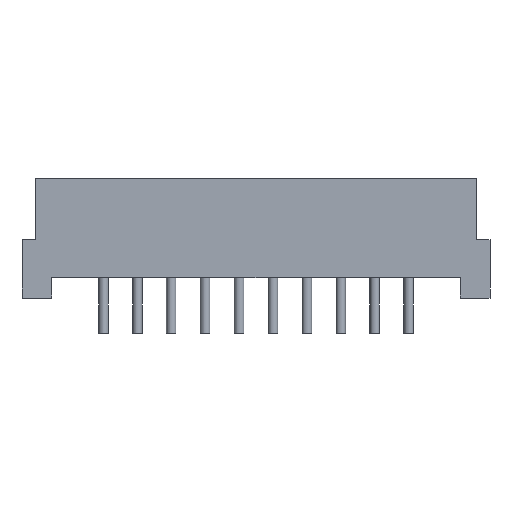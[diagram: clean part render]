
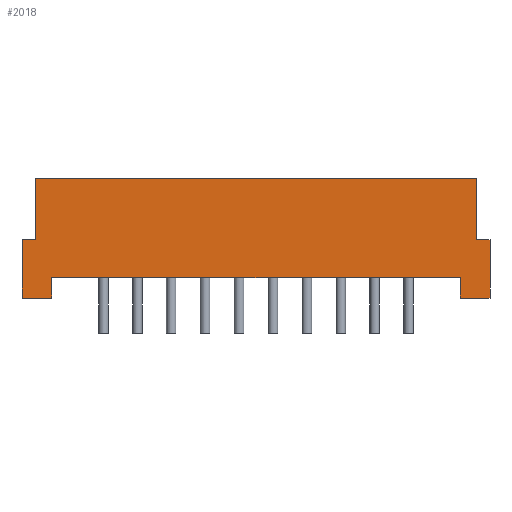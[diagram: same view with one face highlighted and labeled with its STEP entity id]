
A CAD part, front view. The second image highlights one B-rep face of the part: STEP entity #2018.
In plain terms, the highlighted planar face has unit normal (0, -1, 0).
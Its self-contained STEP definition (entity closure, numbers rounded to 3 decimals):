
#224=LINE('',#3341,#428);
#230=LINE('',#3353,#434);
#232=LINE('',#3356,#436);
#235=LINE('',#3362,#439);
#236=LINE('',#3365,#440);
#239=LINE('',#3371,#443);
#240=LINE('',#3373,#444);
#241=LINE('',#3375,#445);
#242=LINE('',#3377,#446);
#243=LINE('',#3379,#447);
#244=LINE('',#3381,#448);
#245=LINE('',#3382,#449);
#428=VECTOR('',#2774,10.);
#434=VECTOR('',#2782,10.);
#436=VECTOR('',#2786,10.);
#439=VECTOR('',#2791,10.);
#440=VECTOR('',#2794,10.);
#443=VECTOR('',#2799,10.);
#444=VECTOR('',#2800,10.);
#445=VECTOR('',#2801,10.);
#446=VECTOR('',#2802,10.);
#447=VECTOR('',#2803,10.);
#448=VECTOR('',#2804,10.);
#449=VECTOR('',#2805,10.);
#626=FACE_OUTER_BOUND('',#757,.T.);
#757=EDGE_LOOP('',(#1714,#1715,#1716,#1717,#1718,#1719,#1720,#1721,#1722,
#1723,#1724,#1725));
#974=VERTEX_POINT('',#3337);
#976=VERTEX_POINT('',#3340);
#979=VERTEX_POINT('',#3347);
#981=VERTEX_POINT('',#3351);
#983=VERTEX_POINT('',#3360);
#984=VERTEX_POINT('',#3364);
#986=VERTEX_POINT('',#3370);
#987=VERTEX_POINT('',#3372);
#988=VERTEX_POINT('',#3374);
#989=VERTEX_POINT('',#3376);
#990=VERTEX_POINT('',#3378);
#991=VERTEX_POINT('',#3380);
#1221=EDGE_CURVE('',#976,#974,#224,.T.);
#1227=EDGE_CURVE('',#979,#981,#230,.T.);
#1229=EDGE_CURVE('',#981,#976,#232,.T.);
#1232=EDGE_CURVE('',#983,#974,#235,.T.);
#1233=EDGE_CURVE('',#979,#984,#236,.T.);
#1236=EDGE_CURVE('',#983,#986,#239,.T.);
#1237=EDGE_CURVE('',#986,#987,#240,.T.);
#1238=EDGE_CURVE('',#987,#988,#241,.T.);
#1239=EDGE_CURVE('',#989,#988,#242,.T.);
#1240=EDGE_CURVE('',#989,#990,#243,.T.);
#1241=EDGE_CURVE('',#990,#991,#244,.T.);
#1242=EDGE_CURVE('',#984,#991,#245,.T.);
#1714=ORIENTED_EDGE('',*,*,#1227,.T.);
#1715=ORIENTED_EDGE('',*,*,#1229,.T.);
#1716=ORIENTED_EDGE('',*,*,#1221,.T.);
#1717=ORIENTED_EDGE('',*,*,#1232,.F.);
#1718=ORIENTED_EDGE('',*,*,#1236,.T.);
#1719=ORIENTED_EDGE('',*,*,#1237,.T.);
#1720=ORIENTED_EDGE('',*,*,#1238,.T.);
#1721=ORIENTED_EDGE('',*,*,#1239,.F.);
#1722=ORIENTED_EDGE('',*,*,#1240,.T.);
#1723=ORIENTED_EDGE('',*,*,#1241,.T.);
#1724=ORIENTED_EDGE('',*,*,#1242,.F.);
#1725=ORIENTED_EDGE('',*,*,#1233,.F.);
#1887=PLANE('',#2256);
#2018=ADVANCED_FACE('',(#626),#1887,.T.);
#2256=AXIS2_PLACEMENT_3D('',#3369,#2797,#2798);
#2774=DIRECTION('',(0.,0.,-1.));
#2782=DIRECTION('',(0.,0.,1.));
#2786=DIRECTION('',(1.,0.,0.));
#2791=DIRECTION('',(-1.,0.,0.));
#2794=DIRECTION('',(-1.,0.,0.));
#2797=DIRECTION('center_axis',(0.,-1.,0.));
#2798=DIRECTION('ref_axis',(1.,0.,0.));
#2799=DIRECTION('',(0.,0.,1.));
#2800=DIRECTION('',(-1.,0.,0.));
#2801=DIRECTION('',(0.,0.,1.));
#2802=DIRECTION('',(1.,0.,0.));
#2803=DIRECTION('',(0.,0.,-1.));
#2804=DIRECTION('',(-1.,0.,0.));
#2805=DIRECTION('',(0.,0.,1.));
#3337=CARTESIAN_POINT('',(15.05,-3.,0.));
#3340=CARTESIAN_POINT('',(15.05,-3.,1.5));
#3341=CARTESIAN_POINT('',(15.05,-3.,0.));
#3347=CARTESIAN_POINT('',(-15.05,-3.,0.));
#3351=CARTESIAN_POINT('',(-15.05,-3.,1.5));
#3353=CARTESIAN_POINT('',(-15.05,-3.,0.));
#3356=CARTESIAN_POINT('',(-8.625,-3.,1.5));
#3360=CARTESIAN_POINT('',(17.25,-3.,0.));
#3362=CARTESIAN_POINT('',(17.25,-3.,0.));
#3364=CARTESIAN_POINT('',(-17.25,-3.,0.));
#3365=CARTESIAN_POINT('',(17.25,-3.,0.));
#3369=CARTESIAN_POINT('Origin',(-17.25,-3.,0.));
#3370=CARTESIAN_POINT('',(17.25,-3.,4.3));
#3371=CARTESIAN_POINT('',(17.25,-3.,0.));
#3372=CARTESIAN_POINT('',(16.25,-3.,4.3));
#3373=CARTESIAN_POINT('',(-0.25,-3.,4.3));
#3374=CARTESIAN_POINT('',(16.25,-3.,8.8));
#3375=CARTESIAN_POINT('',(16.25,-3.,4.4));
#3376=CARTESIAN_POINT('',(-16.25,-3.,8.8));
#3377=CARTESIAN_POINT('',(17.25,-3.,8.8));
#3378=CARTESIAN_POINT('',(-16.25,-3.,4.3));
#3379=CARTESIAN_POINT('',(-16.25,-3.,4.4));
#3380=CARTESIAN_POINT('',(-17.25,-3.,4.3));
#3381=CARTESIAN_POINT('',(-17.,-3.,4.3));
#3382=CARTESIAN_POINT('',(-17.25,-3.,0.));
